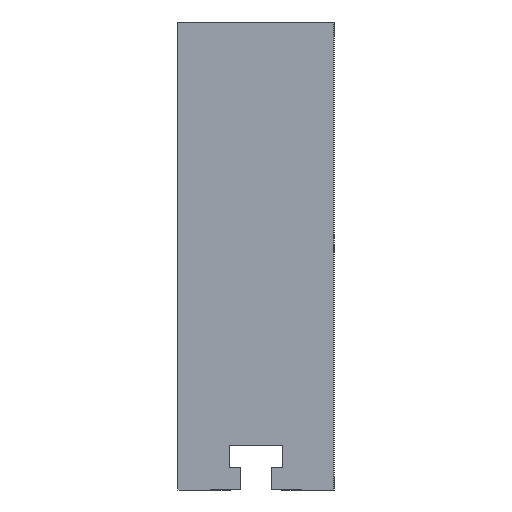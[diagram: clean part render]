
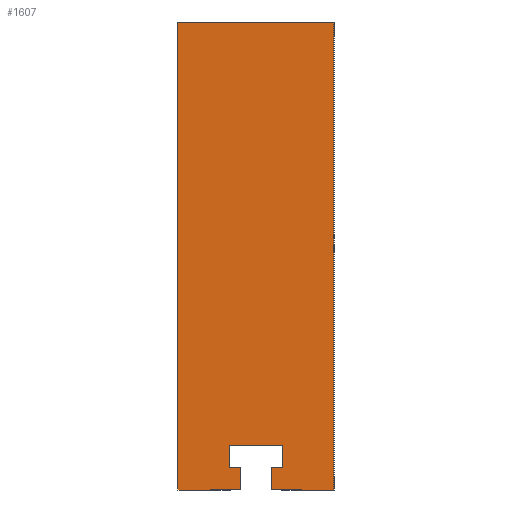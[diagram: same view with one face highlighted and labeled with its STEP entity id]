
A CAD part, left-side view. The second image highlights one B-rep face of the part: STEP entity #1607.
In plain terms, the highlighted planar face has unit normal (-1, 0, 0).
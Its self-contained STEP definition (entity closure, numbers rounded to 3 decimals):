
#621=VERTEX_POINT('',#1778);
#625=VERTEX_POINT('',#1783);
#645=EDGE_CURVE('',#1201,#1013,#1803,.T.);
#649=VERTEX_POINT('',#1807);
#797=EDGE_CURVE('',#823,#621,#1976,.T.);
#823=VERTEX_POINT('',#2005);
#1013=VERTEX_POINT('',#2209);
#1045=VERTEX_POINT('',#2244);
#1113=VERTEX_POINT('',#2319);
#1165=EDGE_CURVE('',#1467,#1491,#2377,.T.);
#1185=EDGE_CURVE('',#1113,#1201,#2397,.T.);
#1199=VERTEX_POINT('',#2413);
#1201=VERTEX_POINT('',#2415);
#1233=EDGE_CURVE('',#1045,#625,#2447,.T.);
#1323=EDGE_CURVE('',#1585,#1199,#2546,.T.);
#1367=EDGE_CURVE('',#625,#1585,#2592,.T.);
#1437=EDGE_CURVE('',#1199,#1467,#2670,.T.);
#1467=VERTEX_POINT('',#2702);
#1491=VERTEX_POINT('',#2726);
#1585=VERTEX_POINT('',#2825);
#1601=EDGE_CURVE('',#1491,#621,#2843,.T.);
#1607=ADVANCED_FACE('',(#2851),#2852,.T.);
#1645=EDGE_CURVE('',#823,#1113,#2893,.T.);
#1649=EDGE_CURVE('',#1013,#649,#2897,.T.);
#1683=EDGE_CURVE('',#649,#1045,#2937,.T.);
#1778=CARTESIAN_POINT('',(-20.,-35.0,0.));
#1783=CARTESIAN_POINT('',(-20.,12.0,20.0));
#1803=LINE('',#3075,#3076);
#1807=CARTESIAN_POINT('',(-20.,7.,10.0));
#1976=LINE('',#3323,#3324);
#2005=CARTESIAN_POINT('',(-20.,-35.0,210.0));
#2209=CARTESIAN_POINT('',(-20.,7.,0.0));
#2244=CARTESIAN_POINT('',(-20.,12.0,10.0));
#2319=CARTESIAN_POINT('',(-20.,35.0,210.0));
#2377=LINE('',#3907,#3908);
#2397=LINE('',#3935,#3936);
#2413=CARTESIAN_POINT('',(-20.,-12.0,10.0));
#2415=CARTESIAN_POINT('',(-20.,35.0,0.));
#2447=LINE('',#4008,#4009);
#2546=LINE('',#4148,#4149);
#2592=LINE('',#4215,#4216);
#2670=LINE('',#4326,#4327);
#2702=CARTESIAN_POINT('',(-20.,-7.,10.0));
#2726=CARTESIAN_POINT('',(-20.,-7.,0.0));
#2825=CARTESIAN_POINT('',(-20.,-12.0,20.0));
#2843=LINE('',#4576,#4577);
#2851=FACE_OUTER_BOUND('',#4585,.T.);
#2852=PLANE('',#4586);
#2893=LINE('',#4647,#4648);
#2897=LINE('',#4653,#4654);
#2937=LINE('',#4702,#4703);
#3075=CARTESIAN_POINT('',(-20.,-35.0,0.));
#3076=VECTOR('',#4819,1.0);
#3323=CARTESIAN_POINT('',(-20.,-35.0,105.0));
#3324=VECTOR('',#5033,1.0);
#3907=CARTESIAN_POINT('',(-20.,-7.,52.5));
#3908=VECTOR('',#5448,1.0);
#3935=CARTESIAN_POINT('',(-20.,35.0,105.0));
#3936=VECTOR('',#5452,1.0);
#4008=CARTESIAN_POINT('',(-20.,12.0,60.0));
#4009=VECTOR('',#5490,1.0);
#4148=CARTESIAN_POINT('',(-20.,-12.0,62.5));
#4149=VECTOR('',#5597,1.0);
#4215=CARTESIAN_POINT('',(-20.,14.0,20.0));
#4216=VECTOR('',#5626,1.0);
#4326=CARTESIAN_POINT('',(-20.,14.0,10.0));
#4327=VECTOR('',#5711,1.0);
#4576=CARTESIAN_POINT('',(-20.,-35.0,0.));
#4577=VECTOR('',#5845,1.0);
#4585=EDGE_LOOP('',(#5895,#5896,#5897,#5898,#5899,#5900,#5901,#5902,#5903,#5904,#5905,#5906));
#4586=AXIS2_PLACEMENT_3D('',#5907,#5908,#5909);
#4647=CARTESIAN_POINT('',(-20.,-35.0,210.0));
#4648=VECTOR('',#5946,1.0);
#4653=CARTESIAN_POINT('',(-20.,7.,57.5));
#4654=VECTOR('',#5947,1.0);
#4702=CARTESIAN_POINT('',(-20.,23.5,10.0));
#4703=VECTOR('',#6010,1.0);
#4819=DIRECTION('',(0.0,-1.0,0.0));
#5033=DIRECTION('',(0.0,0.0,-1.0));
#5448=DIRECTION('',(0.0,0.0,-1.0));
#5452=DIRECTION('',(0.0,0.0,-1.0));
#5490=DIRECTION('',(0.0,0.0,1.0));
#5597=DIRECTION('',(0.0,0.0,-1.0));
#5626=DIRECTION('',(0.0,-1.0,0.0));
#5711=DIRECTION('',(0.0,1.0,0.0));
#5845=DIRECTION('',(0.0,-1.0,0.0));
#5895=ORIENTED_EDGE('',*,*,#1323,.T.);
#5896=ORIENTED_EDGE('',*,*,#1437,.T.);
#5897=ORIENTED_EDGE('',*,*,#1165,.T.);
#5898=ORIENTED_EDGE('',*,*,#1601,.T.);
#5899=ORIENTED_EDGE('',*,*,#797,.F.);
#5900=ORIENTED_EDGE('',*,*,#1645,.T.);
#5901=ORIENTED_EDGE('',*,*,#1185,.T.);
#5902=ORIENTED_EDGE('',*,*,#645,.T.);
#5903=ORIENTED_EDGE('',*,*,#1649,.T.);
#5904=ORIENTED_EDGE('',*,*,#1683,.T.);
#5905=ORIENTED_EDGE('',*,*,#1233,.T.);
#5906=ORIENTED_EDGE('',*,*,#1367,.T.);
#5907=CARTESIAN_POINT('',(-20.,35.0,105.0));
#5908=DIRECTION('',(-1.0,0.0,0.0));
#5909=DIRECTION('',(0.0,0.0,-1.0));
#5946=DIRECTION('',(0.0,1.0,0.0));
#5947=DIRECTION('',(0.0,0.0,1.0));
#6010=DIRECTION('',(0.0,1.0,0.0));
